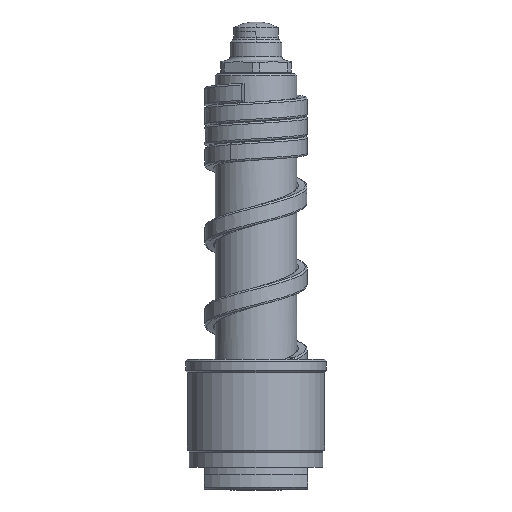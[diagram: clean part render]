
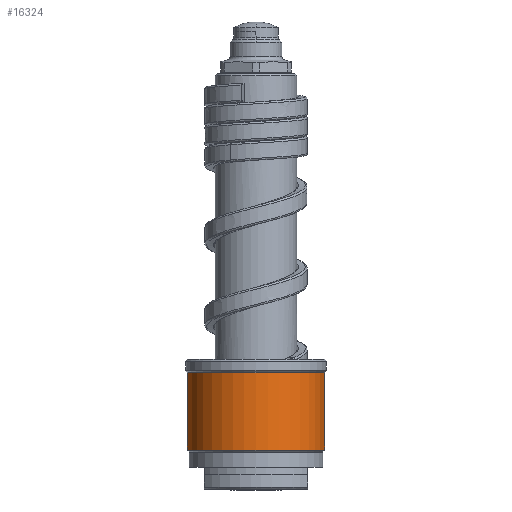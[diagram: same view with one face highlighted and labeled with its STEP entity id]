
A CAD part, front view. The second image highlights one B-rep face of the part: STEP entity #16324.
In plain terms, the highlighted cylindrical face has radius 18.5 mm (diameter 37 mm), a partial arc.
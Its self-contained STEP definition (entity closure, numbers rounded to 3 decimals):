
#6175=CARTESIAN_POINT('',(0.,0.,10.583));
#6176=DIRECTION('',(0.,0.,1.));
#6177=DIRECTION('',(-1.,0.,0.));
#6178=AXIS2_PLACEMENT_3D('',#6175,#6176,#6177);
#6180=DIRECTION('',(0.,0.,-1.));
#6181=VECTOR('',#6180,20.834);
#6182=CARTESIAN_POINT('',(-18.5,0.,31.417));
#6183=LINE('',#6182,#6181);
#6184=CARTESIAN_POINT('',(0.,0.,31.417));
#6185=DIRECTION('',(0.,0.,1.));
#6186=DIRECTION('',(-1.,0.,0.));
#6187=AXIS2_PLACEMENT_3D('',#6184,#6185,#6186);
#6189=DIRECTION('',(0.,0.,-1.));
#6190=VECTOR('',#6189,20.834);
#6191=CARTESIAN_POINT('',(18.5,0.,31.417));
#6192=LINE('',#6191,#6190);
#6527=CARTESIAN_POINT('',(18.5,0.,31.417));
#6528=CARTESIAN_POINT('',(-18.5,0.,31.417));
#6529=VERTEX_POINT('',#6527);
#6530=VERTEX_POINT('',#6528);
#6553=CARTESIAN_POINT('',(18.5,0.,10.583));
#6554=VERTEX_POINT('',#6553);
#6555=CARTESIAN_POINT('',(-18.5,0.,10.583));
#6556=VERTEX_POINT('',#6555);
#16312=CARTESIAN_POINT('',(0.,0.,8.75));
#16313=DIRECTION('',(0.,0.,1.));
#16314=DIRECTION('',(-1.,0.,0.));
#16315=AXIS2_PLACEMENT_3D('',#16312,#16313,#16314);
#16316=CYLINDRICAL_SURFACE('',#16315,18.5);
#16317=ORIENTED_EDGE('',*,*,#14265,.F.);
#16318=ORIENTED_EDGE('',*,*,#14246,.F.);
#16320=ORIENTED_EDGE('',*,*,#16319,.T.);
#16321=ORIENTED_EDGE('',*,*,#14242,.T.);
#16322=EDGE_LOOP('',(#16317,#16318,#16320,#16321));
#16323=FACE_OUTER_BOUND('',#16322,.F.);
#6179=CIRCLE('',#6178,18.5);
#6188=CIRCLE('',#6187,18.5);
#14242=EDGE_CURVE('',#6529,#6554,#6192,.T.);
#14246=EDGE_CURVE('',#6530,#6556,#6183,.T.);
#14265=EDGE_CURVE('',#6556,#6554,#6179,.T.);
#16319=EDGE_CURVE('',#6530,#6529,#6188,.T.);
#16324=ADVANCED_FACE('',(#16323),#16316,.T.);
